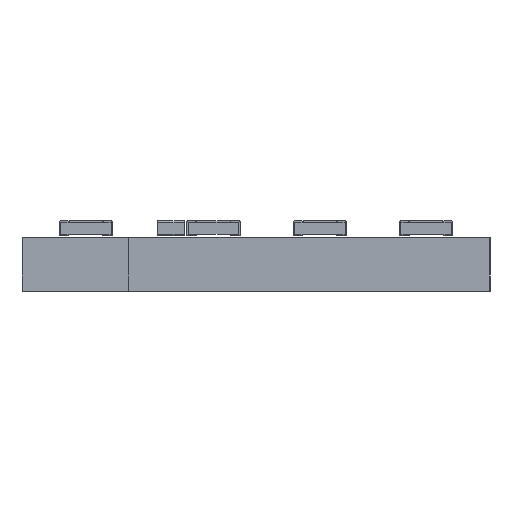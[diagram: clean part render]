
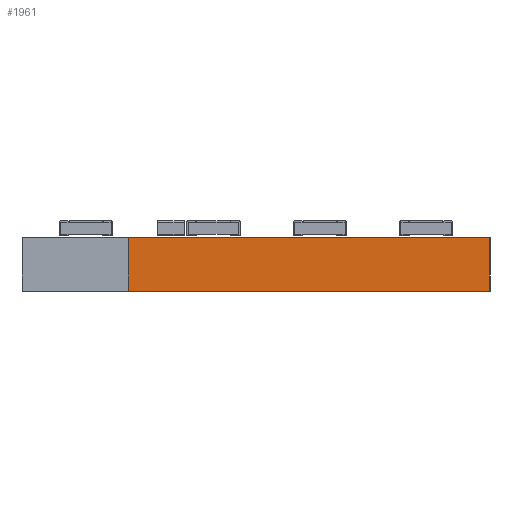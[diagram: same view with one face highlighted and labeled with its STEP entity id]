
A CAD part, left-side view. The second image highlights one B-rep face of the part: STEP entity #1961.
In plain terms, the highlighted planar face has unit normal (-1, 0, 0).
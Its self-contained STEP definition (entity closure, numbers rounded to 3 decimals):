
#1961 = ADVANCED_FACE('',(#1962),#1976,.T.);
#1962 = FACE_BOUND('',#1963,.T.);
#1963 = EDGE_LOOP('',(#1964,#1999,#2027,#2055));
#1964 = ORIENTED_EDGE('',*,*,#1965,.T.);
#1965 = EDGE_CURVE('',#1966,#1968,#1970,.T.);
#1966 = VERTEX_POINT('',#1967);
#1967 = CARTESIAN_POINT('',(-31.115,0.,0.));
#1968 = VERTEX_POINT('',#1969);
#1969 = CARTESIAN_POINT('',(-31.115,0.,1.6));
#1970 = SURFACE_CURVE('',#1971,(#1975,#1987),.PCURVE_S1.);
#1971 = LINE('',#1972,#1973);
#1972 = CARTESIAN_POINT('',(-31.115,0.,0.));
#1973 = VECTOR('',#1974,1.);
#1974 = DIRECTION('',(0.,0.,1.));
#1975 = PCURVE('',#1976,#1981);
#1976 = PLANE('',#1977);
#1977 = AXIS2_PLACEMENT_3D('',#1978,#1979,#1980);
#1978 = CARTESIAN_POINT('',(-31.115,0.,0.));
#1979 = DIRECTION('',(-1.,0.,0.));
#1980 = DIRECTION('',(0.,1.,0.));
#1981 = DEFINITIONAL_REPRESENTATION('',(#1982),#1986);
#1982 = LINE('',#1983,#1984);
#1983 = CARTESIAN_POINT('',(0.,0.));
#1984 = VECTOR('',#1985,1.);
#1985 = DIRECTION('',(0.,-1.));
#1986 = ( GEOMETRIC_REPRESENTATION_CONTEXT(2) 
PARAMETRIC_REPRESENTATION_CONTEXT() REPRESENTATION_CONTEXT('2D SPACE',''
  ) );
#1987 = PCURVE('',#1988,#1993);
#1988 = PLANE('',#1989);
#1989 = AXIS2_PLACEMENT_3D('',#1990,#1991,#1992);
#1990 = CARTESIAN_POINT('',(-27.94,0.,0.));
#1991 = DIRECTION('',(0.,-1.,0.));
#1992 = DIRECTION('',(-1.,0.,0.));
#1993 = DEFINITIONAL_REPRESENTATION('',(#1994),#1998);
#1994 = LINE('',#1995,#1996);
#1995 = CARTESIAN_POINT('',(3.175,0.));
#1996 = VECTOR('',#1997,1.);
#1997 = DIRECTION('',(0.,-1.));
#1998 = ( GEOMETRIC_REPRESENTATION_CONTEXT(2) 
PARAMETRIC_REPRESENTATION_CONTEXT() REPRESENTATION_CONTEXT('2D SPACE',''
  ) );
#1999 = ORIENTED_EDGE('',*,*,#2000,.T.);
#2000 = EDGE_CURVE('',#1968,#2001,#2003,.T.);
#2001 = VERTEX_POINT('',#2002);
#2002 = CARTESIAN_POINT('',(-31.115,10.795,1.6));
#2003 = SURFACE_CURVE('',#2004,(#2008,#2015),.PCURVE_S1.);
#2004 = LINE('',#2005,#2006);
#2005 = CARTESIAN_POINT('',(-31.115,0.,1.6));
#2006 = VECTOR('',#2007,1.);
#2007 = DIRECTION('',(0.,1.,0.));
#2008 = PCURVE('',#1976,#2009);
#2009 = DEFINITIONAL_REPRESENTATION('',(#2010),#2014);
#2010 = LINE('',#2011,#2012);
#2011 = CARTESIAN_POINT('',(0.,-1.6));
#2012 = VECTOR('',#2013,1.);
#2013 = DIRECTION('',(1.,0.));
#2014 = ( GEOMETRIC_REPRESENTATION_CONTEXT(2) 
PARAMETRIC_REPRESENTATION_CONTEXT() REPRESENTATION_CONTEXT('2D SPACE',''
  ) );
#2015 = PCURVE('',#2016,#2021);
#2016 = PLANE('',#2017);
#2017 = AXIS2_PLACEMENT_3D('',#2018,#2019,#2020);
#2018 = CARTESIAN_POINT('',(-14.999,6.426,1.6));
#2019 = DIRECTION('',(0.,0.,-1.));
#2020 = DIRECTION('',(-1.,0.,0.));
#2021 = DEFINITIONAL_REPRESENTATION('',(#2022),#2026);
#2022 = LINE('',#2023,#2024);
#2023 = CARTESIAN_POINT('',(16.116,-6.426));
#2024 = VECTOR('',#2025,1.);
#2025 = DIRECTION('',(0.,1.));
#2026 = ( GEOMETRIC_REPRESENTATION_CONTEXT(2) 
PARAMETRIC_REPRESENTATION_CONTEXT() REPRESENTATION_CONTEXT('2D SPACE',''
  ) );
#2027 = ORIENTED_EDGE('',*,*,#2028,.F.);
#2028 = EDGE_CURVE('',#2029,#2001,#2031,.T.);
#2029 = VERTEX_POINT('',#2030);
#2030 = CARTESIAN_POINT('',(-31.115,10.795,0.));
#2031 = SURFACE_CURVE('',#2032,(#2036,#2043),.PCURVE_S1.);
#2032 = LINE('',#2033,#2034);
#2033 = CARTESIAN_POINT('',(-31.115,10.795,0.));
#2034 = VECTOR('',#2035,1.);
#2035 = DIRECTION('',(0.,0.,1.));
#2036 = PCURVE('',#1976,#2037);
#2037 = DEFINITIONAL_REPRESENTATION('',(#2038),#2042);
#2038 = LINE('',#2039,#2040);
#2039 = CARTESIAN_POINT('',(10.795,0.));
#2040 = VECTOR('',#2041,1.);
#2041 = DIRECTION('',(0.,-1.));
#2042 = ( GEOMETRIC_REPRESENTATION_CONTEXT(2) 
PARAMETRIC_REPRESENTATION_CONTEXT() REPRESENTATION_CONTEXT('2D SPACE',''
  ) );
#2043 = PCURVE('',#2044,#2049);
#2044 = PLANE('',#2045);
#2045 = AXIS2_PLACEMENT_3D('',#2046,#2047,#2048);
#2046 = CARTESIAN_POINT('',(-31.115,10.795,0.));
#2047 = DIRECTION('',(0.,1.,0.));
#2048 = DIRECTION('',(1.,0.,0.));
#2049 = DEFINITIONAL_REPRESENTATION('',(#2050),#2054);
#2050 = LINE('',#2051,#2052);
#2051 = CARTESIAN_POINT('',(0.,0.));
#2052 = VECTOR('',#2053,1.);
#2053 = DIRECTION('',(0.,-1.));
#2054 = ( GEOMETRIC_REPRESENTATION_CONTEXT(2) 
PARAMETRIC_REPRESENTATION_CONTEXT() REPRESENTATION_CONTEXT('2D SPACE',''
  ) );
#2055 = ORIENTED_EDGE('',*,*,#2056,.F.);
#2056 = EDGE_CURVE('',#1966,#2029,#2057,.T.);
#2057 = SURFACE_CURVE('',#2058,(#2062,#2069),.PCURVE_S1.);
#2058 = LINE('',#2059,#2060);
#2059 = CARTESIAN_POINT('',(-31.115,0.,0.));
#2060 = VECTOR('',#2061,1.);
#2061 = DIRECTION('',(0.,1.,0.));
#2062 = PCURVE('',#1976,#2063);
#2063 = DEFINITIONAL_REPRESENTATION('',(#2064),#2068);
#2064 = LINE('',#2065,#2066);
#2065 = CARTESIAN_POINT('',(0.,0.));
#2066 = VECTOR('',#2067,1.);
#2067 = DIRECTION('',(1.,0.));
#2068 = ( GEOMETRIC_REPRESENTATION_CONTEXT(2) 
PARAMETRIC_REPRESENTATION_CONTEXT() REPRESENTATION_CONTEXT('2D SPACE',''
  ) );
#2069 = PCURVE('',#2070,#2075);
#2070 = PLANE('',#2071);
#2071 = AXIS2_PLACEMENT_3D('',#2072,#2073,#2074);
#2072 = CARTESIAN_POINT('',(-14.999,6.426,0.));
#2073 = DIRECTION('',(0.,0.,-1.));
#2074 = DIRECTION('',(-1.,0.,0.));
#2075 = DEFINITIONAL_REPRESENTATION('',(#2076),#2080);
#2076 = LINE('',#2077,#2078);
#2077 = CARTESIAN_POINT('',(16.116,-6.426));
#2078 = VECTOR('',#2079,1.);
#2079 = DIRECTION('',(0.,1.));
#2080 = ( GEOMETRIC_REPRESENTATION_CONTEXT(2) 
PARAMETRIC_REPRESENTATION_CONTEXT() REPRESENTATION_CONTEXT('2D SPACE',''
  ) );
